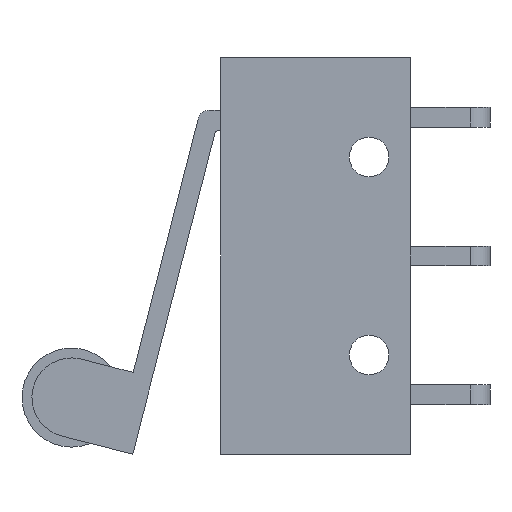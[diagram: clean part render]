
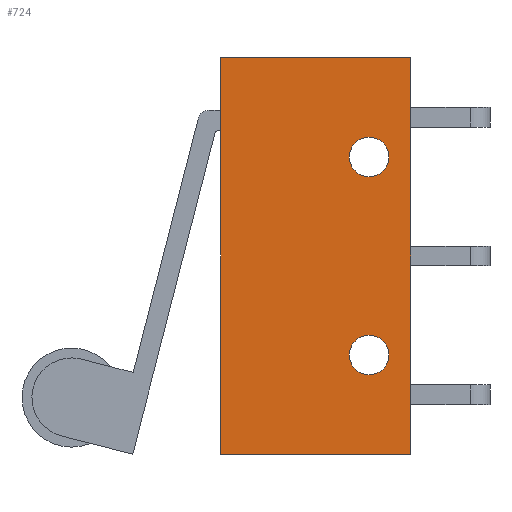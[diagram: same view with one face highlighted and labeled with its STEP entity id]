
A CAD part, left-side view. The second image highlights one B-rep face of the part: STEP entity #724.
In plain terms, the highlighted planar face has unit normal (-1, 0, 0).
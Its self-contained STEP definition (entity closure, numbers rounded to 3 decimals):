
#28 = CARTESIAN_POINT ( 'NONE',  ( -3., -2.7, 5. ) ) ;
#29 = CARTESIAN_POINT ( 'NONE',  ( -3., -4.8, 10. ) ) ;
#32 = EDGE_CURVE ( 'NONE', #696, #2043, #1529, .T. ) ;
#58 = AXIS2_PLACEMENT_3D ( 'NONE', #1393, #577, #1106 ) ;
#111 = DIRECTION ( 'NONE',  ( 0., 0., -1. ) ) ;
#131 = CARTESIAN_POINT ( 'NONE',  ( -3., -2.7, 4. ) ) ;
#136 = CIRCLE ( 'NONE', #58, 1. ) ;
#145 = DIRECTION ( 'NONE',  ( 1., 0., 0. ) ) ;
#165 = CARTESIAN_POINT ( 'NONE',  ( -3., -2.7, -6. ) ) ;
#172 = DIRECTION ( 'NONE',  ( 1., 0., 0. ) ) ;
#204 = CARTESIAN_POINT ( 'NONE',  ( -3., -2.7, -5. ) ) ;
#266 = CARTESIAN_POINT ( 'NONE',  ( -3., 4.8, 0. ) ) ;
#277 = CIRCLE ( 'NONE', #1920, 1. ) ;
#311 = DIRECTION ( 'NONE',  ( 0., 0., 1. ) ) ;
#393 = EDGE_LOOP ( 'NONE', ( #1678, #1750 ) ) ;
#400 = LINE ( 'NONE', #911, #2065 ) ;
#416 = ORIENTED_EDGE ( 'NONE', *, *, #1796, .T. ) ;
#448 = EDGE_CURVE ( 'NONE', #921, #927, #553, .T. ) ;
#485 = EDGE_LOOP ( 'NONE', ( #1485, #1507, #416, #1662 ) ) ;
#553 = CIRCLE ( 'NONE', #780, 1. ) ;
#577 = DIRECTION ( 'NONE',  ( 1., 0., 0. ) ) ;
#598 = PLANE ( 'NONE',  #1067 ) ;
#608 = LINE ( 'NONE', #266, #808 ) ;
#644 = EDGE_CURVE ( 'NONE', #1527, #1783, #1334, .T. ) ;
#659 = DIRECTION ( 'NONE',  ( 1., 0., 0. ) ) ;
#696 = VERTEX_POINT ( 'NONE', #1695 ) ;
#724 = ADVANCED_FACE ( 'NONE', ( #806, #1242, #888 ), #598, .F. ) ;
#739 = ORIENTED_EDGE ( 'NONE', *, *, #448, .T. ) ;
#780 = AXIS2_PLACEMENT_3D ( 'NONE', #28, #172, #111 ) ;
#793 = EDGE_CURVE ( 'NONE', #1612, #2040, #983, .T. ) ;
#806 = FACE_BOUND ( 'NONE', #1289, .T. ) ;
#808 = VECTOR ( 'NONE', #311, 1000. ) ;
#842 = ORIENTED_EDGE ( 'NONE', *, *, #891, .T. ) ;
#885 = CARTESIAN_POINT ( 'NONE',  ( -3., 0., 10. ) ) ;
#888 = FACE_OUTER_BOUND ( 'NONE', #485, .T. ) ;
#891 = EDGE_CURVE ( 'NONE', #927, #921, #136, .T. ) ;
#911 = CARTESIAN_POINT ( 'NONE',  ( -3., -4.8, 0. ) ) ;
#916 = CARTESIAN_POINT ( 'NONE',  ( -3., 4.8, 10. ) ) ;
#921 = VERTEX_POINT ( 'NONE', #131 ) ;
#927 = VERTEX_POINT ( 'NONE', #931 ) ;
#931 = CARTESIAN_POINT ( 'NONE',  ( -3., -2.7, 6. ) ) ;
#935 = DIRECTION ( 'NONE',  ( 0., 0., 1. ) ) ;
#961 = CARTESIAN_POINT ( 'NONE',  ( -3., 0., -10. ) ) ;
#983 = CIRCLE ( 'NONE', #1176, 1. ) ;
#1058 = EDGE_CURVE ( 'NONE', #2043, #1783, #608, .T. ) ;
#1067 = AXIS2_PLACEMENT_3D ( 'NONE', #1586, #145, #1416 ) ;
#1106 = DIRECTION ( 'NONE',  ( 0., 0., -1. ) ) ;
#1155 = DIRECTION ( 'NONE',  ( 0., 0., 1. ) ) ;
#1176 = AXIS2_PLACEMENT_3D ( 'NONE', #1227, #1710, #935 ) ;
#1227 = CARTESIAN_POINT ( 'NONE',  ( -3., -2.7, -5. ) ) ;
#1242 = FACE_BOUND ( 'NONE', #393, .T. ) ;
#1261 = VECTOR ( 'NONE', #1551, 1000. ) ;
#1289 = EDGE_LOOP ( 'NONE', ( #739, #842 ) ) ;
#1318 = DIRECTION ( 'NONE',  ( 0., 1., 0. ) ) ;
#1334 = LINE ( 'NONE', #885, #1261 ) ;
#1375 = VECTOR ( 'NONE', #1318, 1000. ) ;
#1393 = CARTESIAN_POINT ( 'NONE',  ( -3., -2.7, 5. ) ) ;
#1416 = DIRECTION ( 'NONE',  ( 0., 0., -1. ) ) ;
#1485 = ORIENTED_EDGE ( 'NONE', *, *, #1058, .F. ) ;
#1507 = ORIENTED_EDGE ( 'NONE', *, *, #32, .F. ) ;
#1527 = VERTEX_POINT ( 'NONE', #29 ) ;
#1529 = LINE ( 'NONE', #961, #1375 ) ;
#1551 = DIRECTION ( 'NONE',  ( 0., 1., 0. ) ) ;
#1586 = CARTESIAN_POINT ( 'NONE',  ( -3., 0., 0. ) ) ;
#1612 = VERTEX_POINT ( 'NONE', #1620 ) ;
#1620 = CARTESIAN_POINT ( 'NONE',  ( -3., -2.7, -4. ) ) ;
#1662 = ORIENTED_EDGE ( 'NONE', *, *, #644, .T. ) ;
#1678 = ORIENTED_EDGE ( 'NONE', *, *, #2045, .T. ) ;
#1695 = CARTESIAN_POINT ( 'NONE',  ( -3., -4.8, -10. ) ) ;
#1710 = DIRECTION ( 'NONE',  ( 1., 0., 0. ) ) ;
#1750 = ORIENTED_EDGE ( 'NONE', *, *, #793, .T. ) ;
#1783 = VERTEX_POINT ( 'NONE', #916 ) ;
#1796 = EDGE_CURVE ( 'NONE', #696, #1527, #400, .T. ) ;
#1886 = DIRECTION ( 'NONE',  ( 0., 0., 1. ) ) ;
#1920 = AXIS2_PLACEMENT_3D ( 'NONE', #204, #659, #1155 ) ;
#1939 = CARTESIAN_POINT ( 'NONE',  ( -3., 4.8, -10. ) ) ;
#2040 = VERTEX_POINT ( 'NONE', #165 ) ;
#2043 = VERTEX_POINT ( 'NONE', #1939 ) ;
#2045 = EDGE_CURVE ( 'NONE', #2040, #1612, #277, .T. ) ;
#2065 = VECTOR ( 'NONE', #1886, 1000. ) ;
